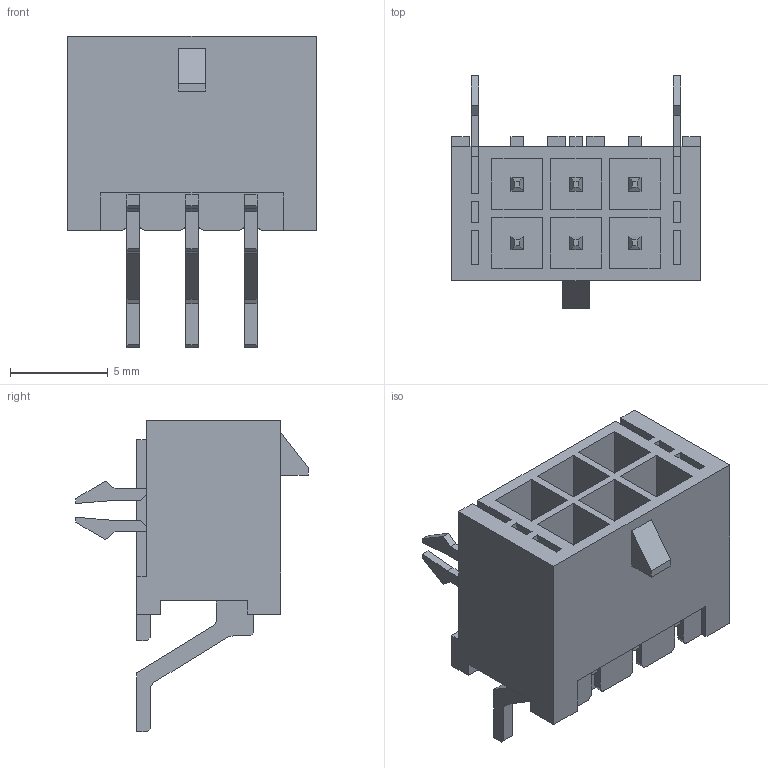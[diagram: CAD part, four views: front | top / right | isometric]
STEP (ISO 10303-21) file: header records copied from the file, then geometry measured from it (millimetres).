
FILE_DESCRIPTION( ( 'Unknown' ), '1' );
FILE_NAME( '662006230822.stp', 'Unknown', ( 'Unknown' ), ( 'Unknown' ), 'PSStep 14.0', 'Unknown', ' ' );
FILE_SCHEMA( ( 'AUTOMOTIVE_DESIGN { 1 0 10303 214 1 1 1 1 }' ) );
Length unit declared in the file: millimetre
Products named in the file (5): Assem1; 6620xx230822_PIN_COURTE; 6620xx230822_PIN_LONGUE; 6620xx230822; 662006235922
Assembly tree (9 placements, depth 2):
  Assem1
    6620xx230822_PIN_COURTE  x3
    6620xx230822_PIN_LONGUE  x3
    6620xx230822  x2
    662006235922
Bounding box: 12.7 x 11.86 x 15.9 mm (x, y, z)
Volume: 536.5 mm3; surface area: 1652.4 mm2
Topology: 9 solids, 9 shells, 384 faces, 1095 edges, 722 vertices
Faces by surface type: plane 370, cylinder 14
Entity records: 11015 total; most frequent: CARTESIAN_POINT 1585, ORIENTED_EDGE 1574, DIRECTION 1365, EDGE_CURVE 787, LINE 761, VECTOR 761, VERTEX_POINT 522, AXIS2_PLACEMENT_3D 302
